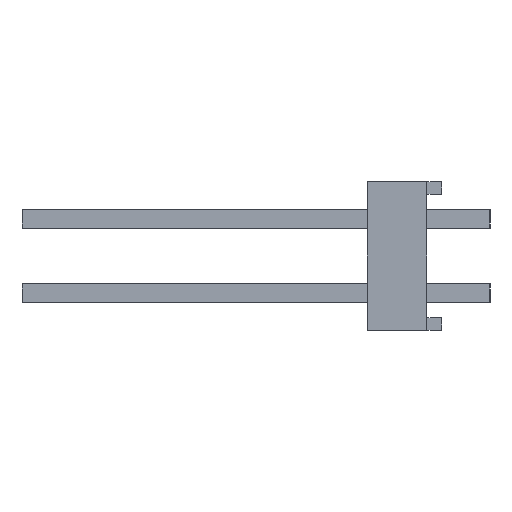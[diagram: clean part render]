
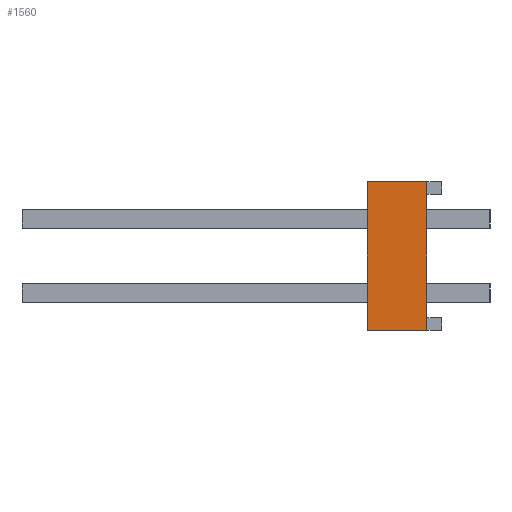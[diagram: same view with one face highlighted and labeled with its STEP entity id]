
A CAD part, left-side view. The second image highlights one B-rep face of the part: STEP entity #1560.
In plain terms, the highlighted planar face has unit normal (-1, 0, 0).
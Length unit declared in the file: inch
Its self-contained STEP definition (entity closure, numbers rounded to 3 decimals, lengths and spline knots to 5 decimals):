
#1560 = ADVANCED_FACE( '', ( #4101 ), #4102, .F. );
#4101 = FACE_OUTER_BOUND( '', #7679, .T. );
#4102 = PLANE( '', #7680 );
#7679 = EDGE_LOOP( '', ( #12384, #12385, #12386, #12387 ) );
#7680 = AXIS2_PLACEMENT_3D( '', #12388, #12389, #12390 );
#12384 = ORIENTED_EDGE( '', *, *, #22418, .F. );
#12385 = ORIENTED_EDGE( '', *, *, #21450, .F. );
#12386 = ORIENTED_EDGE( '', *, *, #22419, .F. );
#12387 = ORIENTED_EDGE( '', *, *, #22420, .T. );
#12388 = CARTESIAN_POINT( '', ( -0.75, 0.1, -0.1 ) );
#12389 = DIRECTION( '', ( 1., 0., 0. ) );
#12390 = DIRECTION( '', ( 0., 0., -1. ) );
#21450 = EDGE_CURVE( '', #25718, #25720, #25721, .T. );
#22418 = EDGE_CURVE( '', #25720, #27405, #27406, .T. );
#22419 = EDGE_CURVE( '', #27407, #25718, #27408, .T. );
#22420 = EDGE_CURVE( '', #27407, #27405, #27409, .T. );
#25718 = VERTEX_POINT( '', #31875 );
#25720 = VERTEX_POINT( '', #31878 );
#25721 = LINE( '', #31879, #31880 );
#27405 = VERTEX_POINT( '', #34375 );
#27406 = LINE( '', #34376, #34377 );
#27407 = VERTEX_POINT( '', #34378 );
#27408 = LINE( '', #34379, #34380 );
#27409 = LINE( '', #34381, #34382 );
#31875 = CARTESIAN_POINT( '', ( -0.75, 0.1, 0.1 ) );
#31878 = CARTESIAN_POINT( '', ( -0.75, 0.02, 0.1 ) );
#31879 = CARTESIAN_POINT( '', ( -0.75, 0.1, 0.1 ) );
#31880 = VECTOR( '', #40764, 39.37008 );
#34375 = CARTESIAN_POINT( '', ( -0.75, 0.02, -0.1 ) );
#34376 = CARTESIAN_POINT( '', ( -0.75, 0.02, -0.1 ) );
#34377 = VECTOR( '', #41576, 39.37008 );
#34378 = CARTESIAN_POINT( '', ( -0.75, 0.1, -0.1 ) );
#34379 = CARTESIAN_POINT( '', ( -0.75, 0.1, -0.1 ) );
#34380 = VECTOR( '', #41577, 39.37008 );
#34381 = CARTESIAN_POINT( '', ( -0.75, 0.1, -0.1 ) );
#34382 = VECTOR( '', #41578, 39.37008 );
#40764 = DIRECTION( '', ( 0., -1., 0. ) );
#41576 = DIRECTION( '', ( 0., 0., -1. ) );
#41577 = DIRECTION( '', ( 0., 0., 1. ) );
#41578 = DIRECTION( '', ( 0., -1., 0. ) );
